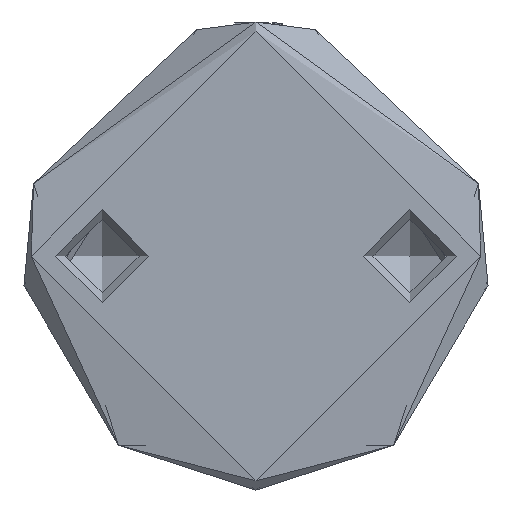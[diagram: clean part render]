
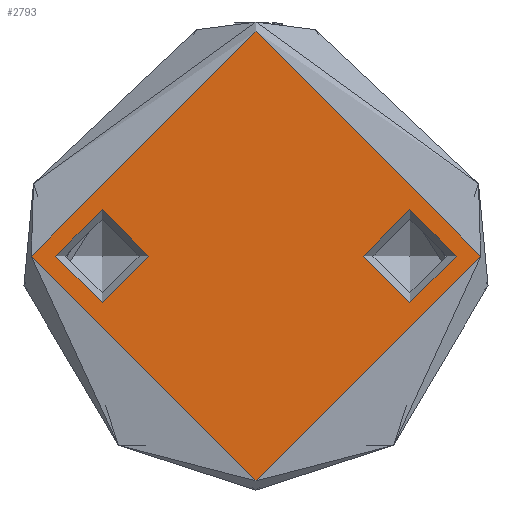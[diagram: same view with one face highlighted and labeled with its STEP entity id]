
A CAD part, front view. The second image highlights one B-rep face of the part: STEP entity #2793.
In plain terms, the highlighted face is planar.
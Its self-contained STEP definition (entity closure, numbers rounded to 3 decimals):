
#15 = CARTESIAN_POINT ( 'NONE',  ( 0., 12.5, 0. ) ) ;
#127 = FACE_BOUND ( 'NONE', #4842, .T. ) ;
#133 = EDGE_CURVE ( 'NONE', #1232, #1232, #5604, .T. ) ;
#157 = EDGE_LOOP ( 'NONE', ( #2682 ) ) ;
#503 = DIRECTION ( 'NONE',  ( 1., 0., 0. ) ) ;
#633 = CARTESIAN_POINT ( 'NONE',  ( 3.75, 12.5, 0. ) ) ;
#672 = CARTESIAN_POINT ( 'NONE',  ( 3.75, -12.5, 0. ) ) ;
#803 = VERTEX_POINT ( 'NONE', #1602 ) ;
#829 = AXIS2_PLACEMENT_3D ( 'NONE', #5474, #2620, #5964 ) ;
#1231 = PLANE ( 'NONE',  #1510 ) ;
#1232 = VERTEX_POINT ( 'NONE', #633 ) ;
#1267 = CIRCLE ( 'NONE', #2820, 18.25 ) ;
#1394 = FACE_BOUND ( 'NONE', #3461, .T. ) ;
#1510 = AXIS2_PLACEMENT_3D ( 'NONE', #5032, #2181, #5504 ) ;
#1602 = CARTESIAN_POINT ( 'NONE',  ( 18.25, 0., 0. ) ) ;
#1733 = VERTEX_POINT ( 'NONE', #672 ) ;
#2181 = DIRECTION ( 'NONE',  ( 0., 0., 1. ) ) ;
#2300 = EDGE_CURVE ( 'NONE', #803, #803, #1267, .T. ) ;
#2403 = DIRECTION ( 'NONE',  ( 0., 0., 1. ) ) ;
#2620 = DIRECTION ( 'NONE',  ( 0., 0., -1. ) ) ;
#2682 = ORIENTED_EDGE ( 'NONE', *, *, #2300, .T. ) ;
#2793 = ADVANCED_FACE ( 'NONE', ( #1394, #5022, #127 ), #1231, .T. ) ;
#2820 = AXIS2_PLACEMENT_3D ( 'NONE', #5255, #2403, #5745 ) ;
#3357 = DIRECTION ( 'NONE',  ( 0., 0., 1. ) ) ;
#3461 = EDGE_LOOP ( 'NONE', ( #4327 ) ) ;
#3540 = CIRCLE ( 'NONE', #829, 3.75 ) ;
#3952 = EDGE_CURVE ( 'NONE', #1733, #1733, #3540, .T. ) ;
#4327 = ORIENTED_EDGE ( 'NONE', *, *, #133, .F. ) ;
#4842 = EDGE_LOOP ( 'NONE', ( #5310 ) ) ;
#5022 = FACE_OUTER_BOUND ( 'NONE', #157, .T. ) ;
#5032 = CARTESIAN_POINT ( 'NONE',  ( 0., 0., 0. ) ) ;
#5051 = AXIS2_PLACEMENT_3D ( 'NONE', #15, #3357, #503 ) ;
#5255 = CARTESIAN_POINT ( 'NONE',  ( 0., 0., 0. ) ) ;
#5310 = ORIENTED_EDGE ( 'NONE', *, *, #3952, .T. ) ;
#5474 = CARTESIAN_POINT ( 'NONE',  ( 0., -12.5, 0. ) ) ;
#5504 = DIRECTION ( 'NONE',  ( 1., 0., 0. ) ) ;
#5604 = CIRCLE ( 'NONE', #5051, 3.75 ) ;
#5745 = DIRECTION ( 'NONE',  ( 1., 0., 0. ) ) ;
#5964 = DIRECTION ( 'NONE',  ( 1., 0., 0. ) ) ;
